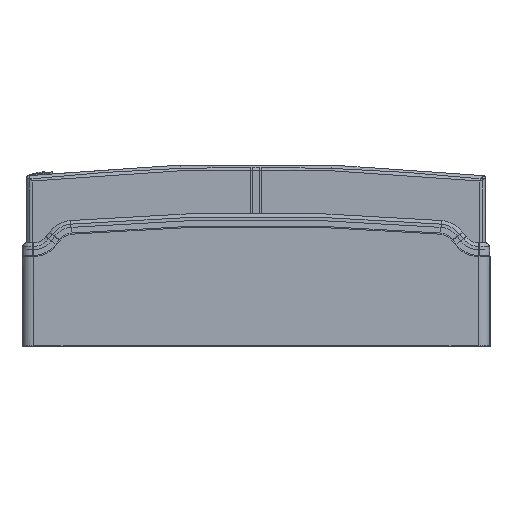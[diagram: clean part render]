
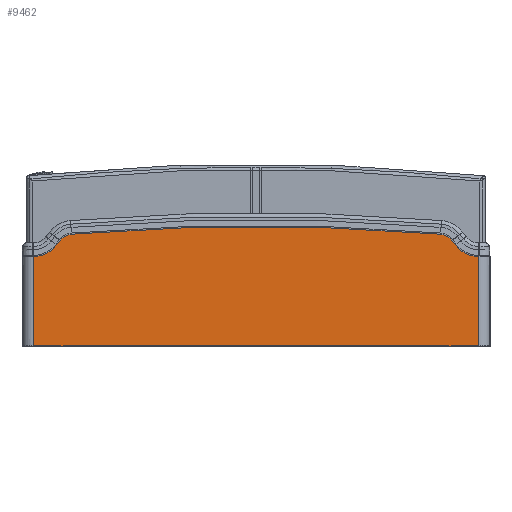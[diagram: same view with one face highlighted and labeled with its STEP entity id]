
A CAD part, left-side view. The second image highlights one B-rep face of the part: STEP entity #9462.
In plain terms, the highlighted planar face has unit normal (-1, 0, 0).
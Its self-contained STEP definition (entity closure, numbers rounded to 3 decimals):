
#542=DIRECTION('',(0.,-1.,0.));
#543=VECTOR('',#542,24.);
#544=CARTESIAN_POINT('',(-440.,-171.,-100.));
#545=LINE('',#544,#543);
#773=DIRECTION('',(0.,-1.,0.));
#774=VECTOR('',#773,24.);
#775=CARTESIAN_POINT('',(-440.,195.,-100.));
#776=LINE('',#775,#774);
#1222=CARTESIAN_POINT('',(-440.,194.949,-21.849));
#1223=CARTESIAN_POINT('',(-440.,194.957,-21.849));
#1224=CARTESIAN_POINT('',(-440.,194.974,-21.849));
#1225=CARTESIAN_POINT('',(-440.,194.991,-21.849));
#1226=CARTESIAN_POINT('',(-440.,195.,-21.849));
#1228=CARTESIAN_POINT('',(-440.,195.172,4.15));
#1229=DIRECTION('',(-1.,0.,0.));
#1230=DIRECTION('',(0.,-0.009,-1.));
#1231=AXIS2_PLACEMENT_3D('',#1228,#1229,#1230);
#1233=DIRECTION('',(0.,-0.602,0.799));
#1234=VECTOR('',#1233,4.724);
#1235=CARTESIAN_POINT('',(-440.,174.407,-11.497));
#1236=LINE('',#1235,#1234);
#1237=CARTESIAN_POINT('',(-440.,160.383,-16.15));
#1238=DIRECTION('',(1.,0.,0.));
#1239=DIRECTION('',(0.,0.799,0.602));
#1240=AXIS2_PLACEMENT_3D('',#1237,#1238,#1239);
#1242=CARTESIAN_POINT('',(-440.,0.,-1904.35));
#1243=DIRECTION('',(1.,0.,0.));
#1244=DIRECTION('',(0.,0.085,0.996));
#1245=AXIS2_PLACEMENT_3D('',#1242,#1243,#1244);
#1247=CARTESIAN_POINT('',(-440.,-160.383,-16.15));
#1248=DIRECTION('',(1.,0.,0.));
#1249=DIRECTION('',(0.,-0.085,0.996));
#1250=AXIS2_PLACEMENT_3D('',#1247,#1248,#1249);
#1252=DIRECTION('',(0.,-0.602,-0.799));
#1253=VECTOR('',#1252,4.724);
#1254=CARTESIAN_POINT('',(-440.,-171.564,-7.724));
#1255=LINE('',#1254,#1253);
#1256=CARTESIAN_POINT('',(-440.,-195.172,4.15));
#1257=DIRECTION('',(-1.,0.,0.));
#1258=DIRECTION('',(0.,0.799,-0.602));
#1259=AXIS2_PLACEMENT_3D('',#1256,#1257,#1258);
#1261=CARTESIAN_POINT('',(-440.,-195.,-21.849));
#1262=CARTESIAN_POINT('',(-440.,-194.991,-21.849));
#1263=CARTESIAN_POINT('',(-440.,-194.974,-21.849));
#1264=CARTESIAN_POINT('',(-440.,-194.957,
-21.849));
#1265=CARTESIAN_POINT('',(-440.,-194.949,
-21.849));
#1267=DIRECTION('',(0.,0.,-1.));
#1268=VECTOR('',#1267,78.151);
#1269=CARTESIAN_POINT('',(-440.,-195.,-21.849));
#1270=LINE('',#1269,#1268);
#1271=DIRECTION('',(0.,0.,-1.));
#1272=VECTOR('',#1271,1.);
#1273=CARTESIAN_POINT('',(-440.,-171.,-100.));
#1274=LINE('',#1273,#1272);
#1275=DIRECTION('',(0.,1.,0.));
#1276=VECTOR('',#1275,342.);
#1277=CARTESIAN_POINT('',(-440.,-171.,-101.));
#1278=LINE('',#1277,#1276);
#1279=DIRECTION('',(0.,0.,-1.));
#1280=VECTOR('',#1279,1.);
#1281=CARTESIAN_POINT('',(-440.,171.,-100.));
#1282=LINE('',#1281,#1280);
#1283=DIRECTION('',(0.,0.,-1.));
#1284=VECTOR('',#1283,78.151);
#1285=CARTESIAN_POINT('',(-440.,195.,-21.849));
#1286=LINE('',#1285,#1284);
#5978=CARTESIAN_POINT('',(-440.,195.,-100.));
#5980=VERTEX_POINT('',#5978);
#5991=CARTESIAN_POINT('',(-440.,-195.,-100.));
#5993=VERTEX_POINT('',#5991);
#7211=CARTESIAN_POINT('',(-440.,171.,-101.));
#7213=VERTEX_POINT('',#7211);
#7294=CARTESIAN_POINT('',(-440.,171.,-100.));
#7295=VERTEX_POINT('',#7294);
#7531=CARTESIAN_POINT('',(-440.,-171.,-101.));
#7533=VERTEX_POINT('',#7531);
#7614=CARTESIAN_POINT('',(-440.,-171.,-100.));
#7615=VERTEX_POINT('',#7614);
#7743=VERTEX_POINT('',#1222);
#7744=VERTEX_POINT('',#1226);
#7745=CARTESIAN_POINT('',(-440.,174.407,-11.497));
#7746=VERTEX_POINT('',#7745);
#7747=CARTESIAN_POINT('',(-440.,171.564,-7.724));
#7748=VERTEX_POINT('',#7747);
#7749=CARTESIAN_POINT('',(-440.,161.568,-2.2));
#7750=VERTEX_POINT('',#7749);
#7751=CARTESIAN_POINT('',(-440.,-161.568,-2.2));
#7752=VERTEX_POINT('',#7751);
#7753=CARTESIAN_POINT('',(-440.,-171.564,-7.724));
#7754=VERTEX_POINT('',#7753);
#7755=CARTESIAN_POINT('',(-440.,-174.407,-11.497));
#7756=VERTEX_POINT('',#7755);
#7757=CARTESIAN_POINT('',(-440.,-194.949,-21.849));
#7758=VERTEX_POINT('',#7757);
#7759=VERTEX_POINT('',#1261);
#9427=CARTESIAN_POINT('',(-440.,205.,-100.));
#9428=DIRECTION('',(-1.,0.,0.));
#9429=DIRECTION('',(0.,-1.,0.));
#9430=AXIS2_PLACEMENT_3D('',#9427,#9428,#9429);
#9431=PLANE('',#9430);
#9433=ORIENTED_EDGE('',*,*,#9432,.F.);
#9435=ORIENTED_EDGE('',*,*,#9434,.T.);
#9437=ORIENTED_EDGE('',*,*,#9436,.T.);
#9439=ORIENTED_EDGE('',*,*,#9438,.T.);
#9441=ORIENTED_EDGE('',*,*,#9440,.T.);
#9443=ORIENTED_EDGE('',*,*,#9442,.T.);
#9445=ORIENTED_EDGE('',*,*,#9444,.T.);
#9447=ORIENTED_EDGE('',*,*,#9446,.T.);
#9449=ORIENTED_EDGE('',*,*,#9448,.F.);
#9451=ORIENTED_EDGE('',*,*,#9450,.T.);
#9452=ORIENTED_EDGE('',*,*,#8394,.F.);
#9453=ORIENTED_EDGE('',*,*,#9421,.T.);
#9454=ORIENTED_EDGE('',*,*,#7932,.T.);
#9456=ORIENTED_EDGE('',*,*,#9455,.F.);
#9457=ORIENTED_EDGE('',*,*,#8704,.F.);
#9459=ORIENTED_EDGE('',*,*,#9458,.F.);
#9460=EDGE_LOOP('',(#9433,#9435,#9437,#9439,#9441,#9443,#9445,#9447,#9449,#9451,
#9452,#9453,#9454,#9456,#9457,#9459));
#9461=FACE_OUTER_BOUND('',#9460,.F.);
#9462=ADVANCED_FACE('',(#9461),#9431,.T.);
#1227=B_SPLINE_CURVE_WITH_KNOTS('',3,(#1222,#1223,#1224,#1225,#1226),
.UNSPECIFIED.,.F.,.F.,(4,1,4),(0.,0.5,1.),.UNSPECIFIED.);
#1232=CIRCLE('',#1231,26.);
#1241=CIRCLE('',#1240,14.);
#1246=CIRCLE('',#1245,1909.);
#1251=CIRCLE('',#1250,14.);
#1260=CIRCLE('',#1259,26.);
#1266=B_SPLINE_CURVE_WITH_KNOTS('',3,(#1261,#1262,#1263,#1264,#1265),
.UNSPECIFIED.,.F.,.F.,(4,1,4),(0.,0.5,1.),.UNSPECIFIED.);
#7932=EDGE_CURVE('',#7533,#7213,#1278,.T.);
#8394=EDGE_CURVE('',#7615,#5993,#545,.T.);
#8704=EDGE_CURVE('',#5980,#7295,#776,.T.);
#9421=EDGE_CURVE('',#7615,#7533,#1274,.T.);
#9432=EDGE_CURVE('',#7743,#7744,#1227,.T.);
#9434=EDGE_CURVE('',#7743,#7746,#1232,.T.);
#9436=EDGE_CURVE('',#7746,#7748,#1236,.T.);
#9438=EDGE_CURVE('',#7748,#7750,#1241,.T.);
#9440=EDGE_CURVE('',#7750,#7752,#1246,.T.);
#9442=EDGE_CURVE('',#7752,#7754,#1251,.T.);
#9444=EDGE_CURVE('',#7754,#7756,#1255,.T.);
#9446=EDGE_CURVE('',#7756,#7758,#1260,.T.);
#9448=EDGE_CURVE('',#7759,#7758,#1266,.T.);
#9450=EDGE_CURVE('',#7759,#5993,#1270,.T.);
#9455=EDGE_CURVE('',#7295,#7213,#1282,.T.);
#9458=EDGE_CURVE('',#7744,#5980,#1286,.T.);
